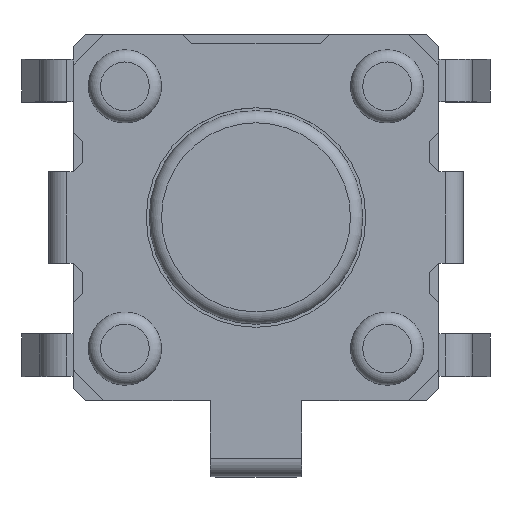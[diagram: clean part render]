
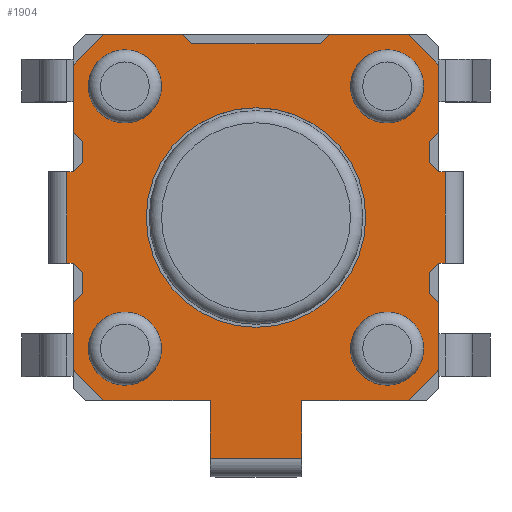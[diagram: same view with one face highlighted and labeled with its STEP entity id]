
A CAD part, top view. The second image highlights one B-rep face of the part: STEP entity #1904.
In plain terms, the highlighted planar face has unit normal (0, 0, 1).
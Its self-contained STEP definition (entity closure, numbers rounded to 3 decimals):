
#13=DIRECTION('',(0.,0.,1.));
#14=DIRECTION('',(1.,0.,-0.));
#27=VECTOR('',#28,1.);
#28=DIRECTION('',(0.,1.,0.));
#34=VECTOR('',#35,1.);
#35=DIRECTION('',(1.,0.,0.));
#42=VECTOR('',#43,1.);
#43=DIRECTION('',(0.,-1.,0.));
#71=VECTOR('',#72,1.);
#72=DIRECTION('',(-1.,0.,0.));
#536=VECTOR('',#537,1.);
#537=DIRECTION('',(0.707,0.707,0.));
#557=DIRECTION('',(-0.707,0.707,0.));
#565=VECTOR('',#557,1.);
#579=VERTEX_POINT('',#580);
#580=CARTESIAN_POINT('',(5.75,0.75,3.4));
#582=ORIENTED_EDGE('',*,*,#583,.T.);
#583=EDGE_CURVE('',#579,#584,#586,.T.);
#584=VERTEX_POINT('',#585);
#585=CARTESIAN_POINT('',(4.45,0.75,3.4));
#586=LINE('',#587,#71);
#587=CARTESIAN_POINT('',(6.25,0.75,3.4));
#601=VECTOR('',#602,1.);
#602=DIRECTION('',(0.707,-0.707,0.));
#608=VECTOR('',#609,1.);
#609=DIRECTION('',(1.,0.,0.));
#619=VERTEX_POINT('',#620);
#620=CARTESIAN_POINT('',(2.05,0.75,3.4));
#622=ORIENTED_EDGE('',*,*,#623,.T.);
#623=EDGE_CURVE('',#619,#624,#586,.T.);
#624=VERTEX_POINT('',#625);
#625=CARTESIAN_POINT('',(0.75,0.75,3.4));
#750=VECTOR('',#751,1.);
#751=DIRECTION('',(-0.707,-0.707,0.));
#799=VERTEX_POINT('',#800);
#800=CARTESIAN_POINT('',(6.25,-4.75,3.4));
#802=ORIENTED_EDGE('',*,*,#803,.T.);
#803=EDGE_CURVE('',#799,#804,#806,.T.);
#804=VERTEX_POINT('',#805);
#805=CARTESIAN_POINT('',(6.25,-3.65,3.4));
#806=LINE('',#807,#27);
#807=CARTESIAN_POINT('',(6.25,-5.25,3.4));
#871=VERTEX_POINT('',#872);
#872=CARTESIAN_POINT('',(6.25,-0.85,3.4));
#874=ORIENTED_EDGE('',*,*,#875,.T.);
#875=EDGE_CURVE('',#871,#876,#806,.T.);
#876=VERTEX_POINT('',#877);
#877=CARTESIAN_POINT('',(6.25,0.25,3.4));
#1307=VERTEX_POINT('',#1308);
#1308=CARTESIAN_POINT('',(0.25,0.25,3.4));
#1310=ORIENTED_EDGE('',*,*,#1311,.T.);
#1311=EDGE_CURVE('',#1307,#1312,#1314,.T.);
#1312=VERTEX_POINT('',#1313);
#1313=CARTESIAN_POINT('',(0.25,-0.85,3.4));
#1314=LINE('',#1315,#42);
#1315=CARTESIAN_POINT('',(0.25,0.75,3.4));
#1352=VECTOR('',#1353,1.);
#1353=DIRECTION('',(-0.,-1.,-0.));
#1392=VECTOR('',#1393,1.);
#1393=DIRECTION('',(0.,-1.,0.));
#1427=VECTOR('',#1428,1.);
#1428=DIRECTION('',(-0.707,-0.707,-0.));
#1449=VERTEX_POINT('',#1450);
#1450=CARTESIAN_POINT('',(0.25,-3.65,3.4));
#1452=ORIENTED_EDGE('',*,*,#1453,.T.);
#1453=EDGE_CURVE('',#1449,#1454,#1314,.T.);
#1454=VERTEX_POINT('',#1455);
#1455=CARTESIAN_POINT('',(0.25,-4.75,3.4));
#1467=VECTOR('',#1468,1.);
#1468=DIRECTION('',(-1.,0.,0.));
#1883=ORIENTED_EDGE('',*,*,#1884,.T.);
#1884=EDGE_CURVE('',#876,#579,#1885,.T.);
#1885=LINE('',#1886,#565);
#1886=CARTESIAN_POINT('',(6.,0.5,3.4));
#1895=VERTEX_POINT('',#1896);
#1896=CARTESIAN_POINT('',(4.3,0.6,3.4));
#1899=EDGE_CURVE('',#1895,#584,#1900,.T.);
#1900=LINE('',#1896,#536);
#1904=ADVANCED_FACE('',(#1905,#2043,#2052,#2061,#2070,#2079),#2088,.T.);
#1905=FACE_BOUND('',#1906,.T.);
#1906=EDGE_LOOP('',(#1907,#1310,#1911,#1916,#1921,#1926,#1931,#1936,#1941,#1946,#1950,#1452,#1953,#1959,#1965,#1972,#1979,#1984,#1988,#802,#1992,#1997,#2003,#2008,#2013,#2018,#2023,#2028,#2031,#874,#1883,#582,#2034,#2035,#2040,#622));
#1907=ORIENTED_EDGE('',*,*,#1908,.F.);
#1908=EDGE_CURVE('',#1307,#624,#1909,.T.);
#1909=LINE('',#1910,#536);
#1910=CARTESIAN_POINT('',(0.5,0.5,3.4));
#1911=ORIENTED_EDGE('',*,*,#1912,.T.);
#1912=EDGE_CURVE('',#1312,#1913,#1915,.T.);
#1913=VERTEX_POINT('',#1914);
#1914=CARTESIAN_POINT('',(0.4,-1.,3.4));
#1915=LINE('',#1313,#601);
#1916=ORIENTED_EDGE('',*,*,#1917,.T.);
#1917=EDGE_CURVE('',#1913,#1918,#1920,.T.);
#1918=VERTEX_POINT('',#1919);
#1919=CARTESIAN_POINT('',(0.4,-1.35,3.4));
#1920=LINE('',#1914,#1352);
#1921=ORIENTED_EDGE('',*,*,#1922,.F.);
#1922=EDGE_CURVE('',#1923,#1918,#1925,.T.);
#1923=VERTEX_POINT('',#1924);
#1924=CARTESIAN_POINT('',(0.25,-1.5,3.4));
#1925=LINE('',#1924,#536);
#1926=ORIENTED_EDGE('',*,*,#1927,.T.);
#1927=EDGE_CURVE('',#1923,#1928,#1930,.T.);
#1928=VERTEX_POINT('',#1929);
#1929=CARTESIAN_POINT('',(0.15,-1.5,3.4));
#1930=LINE('',#1924,#1467);
#1931=ORIENTED_EDGE('',*,*,#1932,.T.);
#1932=EDGE_CURVE('',#1928,#1933,#1935,.T.);
#1933=VERTEX_POINT('',#1934);
#1934=CARTESIAN_POINT('',(0.15,-3.,3.4));
#1935=LINE('',#1929,#1392);
#1936=ORIENTED_EDGE('',*,*,#1937,.F.);
#1937=EDGE_CURVE('',#1938,#1933,#1940,.T.);
#1938=VERTEX_POINT('',#1939);
#1939=CARTESIAN_POINT('',(0.25,-3.,3.4));
#1940=LINE('',#1939,#1467);
#1941=ORIENTED_EDGE('',*,*,#1942,.F.);
#1942=EDGE_CURVE('',#1943,#1938,#1945,.T.);
#1943=VERTEX_POINT('',#1944);
#1944=CARTESIAN_POINT('',(0.4,-3.15,3.4));
#1945=LINE('',#1944,#565);
#1946=ORIENTED_EDGE('',*,*,#1947,.T.);
#1947=EDGE_CURVE('',#1943,#1948,#1920,.T.);
#1948=VERTEX_POINT('',#1949);
#1949=CARTESIAN_POINT('',(0.4,-3.5,3.4));
#1950=ORIENTED_EDGE('',*,*,#1951,.T.);
#1951=EDGE_CURVE('',#1948,#1449,#1952,.T.);
#1952=LINE('',#1949,#1427);
#1953=ORIENTED_EDGE('',*,*,#1954,.F.);
#1954=EDGE_CURVE('',#1955,#1454,#1957,.T.);
#1955=VERTEX_POINT('',#1956);
#1956=CARTESIAN_POINT('',(0.75,-5.25,3.4));
#1957=LINE('',#1958,#565);
#1958=CARTESIAN_POINT('',(0.5,-5.,3.4));
#1959=ORIENTED_EDGE('',*,*,#1960,.T.);
#1960=EDGE_CURVE('',#1955,#1961,#1963,.T.);
#1961=VERTEX_POINT('',#1962);
#1962=CARTESIAN_POINT('',(2.5,-5.25,3.4));
#1963=LINE('',#1964,#34);
#1964=CARTESIAN_POINT('',(0.25,-5.25,3.4));
#1965=ORIENTED_EDGE('',*,*,#1966,.T.);
#1966=EDGE_CURVE('',#1961,#1967,#1969,.T.);
#1967=VERTEX_POINT('',#1968);
#1968=CARTESIAN_POINT('',(2.5,-6.2,3.4));
#1969=LINE('',#1962,#1970);
#1970=VECTOR('',#1971,1.);
#1971=DIRECTION('',(0.,-1.,0.));
#1972=ORIENTED_EDGE('',*,*,#1973,.T.);
#1973=EDGE_CURVE('',#1967,#1974,#1976,.T.);
#1974=VERTEX_POINT('',#1975);
#1975=CARTESIAN_POINT('',(4.,-6.2,3.4));
#1976=LINE('',#1968,#1977);
#1977=VECTOR('',#1978,1.);
#1978=DIRECTION('',(1.,0.,0.));
#1979=ORIENTED_EDGE('',*,*,#1980,.F.);
#1980=EDGE_CURVE('',#1981,#1974,#1983,.T.);
#1981=VERTEX_POINT('',#1982);
#1982=CARTESIAN_POINT('',(4.,-5.25,3.4));
#1983=LINE('',#1982,#1970);
#1984=ORIENTED_EDGE('',*,*,#1985,.T.);
#1985=EDGE_CURVE('',#1981,#1986,#1963,.T.);
#1986=VERTEX_POINT('',#1987);
#1987=CARTESIAN_POINT('',(5.75,-5.25,3.4));
#1988=ORIENTED_EDGE('',*,*,#1989,.F.);
#1989=EDGE_CURVE('',#799,#1986,#1990,.T.);
#1990=LINE('',#1991,#750);
#1991=CARTESIAN_POINT('',(6.,-5.,3.4));
#1992=ORIENTED_EDGE('',*,*,#1993,.F.);
#1993=EDGE_CURVE('',#1994,#804,#1996,.T.);
#1994=VERTEX_POINT('',#1995);
#1995=CARTESIAN_POINT('',(6.1,-3.5,3.4));
#1996=LINE('',#1995,#601);
#1997=ORIENTED_EDGE('',*,*,#1998,.F.);
#1998=EDGE_CURVE('',#1999,#1994,#2001,.T.);
#1999=VERTEX_POINT('',#2000);
#2000=CARTESIAN_POINT('',(6.1,-3.15,3.4));
#2001=LINE('',#2002,#42);
#2002=CARTESIAN_POINT('',(6.1,-1.,3.4));
#2003=ORIENTED_EDGE('',*,*,#2004,.T.);
#2004=EDGE_CURVE('',#1999,#2005,#2007,.T.);
#2005=VERTEX_POINT('',#2006);
#2006=CARTESIAN_POINT('',(6.25,-3.,3.4));
#2007=LINE('',#2000,#536);
#2008=ORIENTED_EDGE('',*,*,#2009,.T.);
#2009=EDGE_CURVE('',#2005,#2010,#2012,.T.);
#2010=VERTEX_POINT('',#2011);
#2011=CARTESIAN_POINT('',(6.35,-3.,3.4));
#2012=LINE('',#2006,#34);
#2013=ORIENTED_EDGE('',*,*,#2014,.T.);
#2014=EDGE_CURVE('',#2010,#2015,#2017,.T.);
#2015=VERTEX_POINT('',#2016);
#2016=CARTESIAN_POINT('',(6.35,-1.5,3.4));
#2017=LINE('',#2011,#27);
#2018=ORIENTED_EDGE('',*,*,#2019,.F.);
#2019=EDGE_CURVE('',#2020,#2015,#2022,.T.);
#2020=VERTEX_POINT('',#2021);
#2021=CARTESIAN_POINT('',(6.25,-1.5,3.4));
#2022=LINE('',#2021,#34);
#2023=ORIENTED_EDGE('',*,*,#2024,.T.);
#2024=EDGE_CURVE('',#2020,#2025,#2027,.T.);
#2025=VERTEX_POINT('',#2026);
#2026=CARTESIAN_POINT('',(6.1,-1.35,3.4));
#2027=LINE('',#2021,#565);
#2028=ORIENTED_EDGE('',*,*,#2029,.F.);
#2029=EDGE_CURVE('',#2030,#2025,#2001,.T.);
#2030=VERTEX_POINT('',#2002);
#2031=ORIENTED_EDGE('',*,*,#2032,.F.);
#2032=EDGE_CURVE('',#871,#2030,#2033,.T.);
#2033=LINE('',#872,#750);
#2034=ORIENTED_EDGE('',*,*,#1899,.F.);
#2035=ORIENTED_EDGE('',*,*,#2036,.F.);
#2036=EDGE_CURVE('',#2037,#1895,#2039,.T.);
#2037=VERTEX_POINT('',#2038);
#2038=CARTESIAN_POINT('',(2.2,0.6,3.4));
#2039=LINE('',#2038,#608);
#2040=ORIENTED_EDGE('',*,*,#2041,.F.);
#2041=EDGE_CURVE('',#619,#2037,#2042,.T.);
#2042=LINE('',#620,#601);
#2043=FACE_BOUND('',#2044,.T.);
#2044=EDGE_LOOP('',(#2045));
#2045=ORIENTED_EDGE('',*,*,#2046,.F.);
#2046=EDGE_CURVE('',#2047,#2047,#2049,.T.);
#2047=VERTEX_POINT('',#2048);
#2048=CARTESIAN_POINT('',(1.7,-4.4,3.4));
#2049=CIRCLE('',#2050,0.6);
#2050=AXIS2_PLACEMENT_3D('',#2051,#13,#14);
#2051=CARTESIAN_POINT('',(1.1,-4.4,3.4));
#2052=FACE_BOUND('',#2053,.T.);
#2053=EDGE_LOOP('',(#2054));
#2054=ORIENTED_EDGE('',*,*,#2055,.F.);
#2055=EDGE_CURVE('',#2056,#2056,#2058,.T.);
#2056=VERTEX_POINT('',#2057);
#2057=CARTESIAN_POINT('',(6.,-4.4,3.4));
#2058=CIRCLE('',#2059,0.6);
#2059=AXIS2_PLACEMENT_3D('',#2060,#13,#14);
#2060=CARTESIAN_POINT('',(5.4,-4.4,3.4));
#2061=FACE_BOUND('',#2062,.T.);
#2062=EDGE_LOOP('',(#2063));
#2063=ORIENTED_EDGE('',*,*,#2064,.F.);
#2064=EDGE_CURVE('',#2065,#2065,#2067,.T.);
#2065=VERTEX_POINT('',#2066);
#2066=CARTESIAN_POINT('',(5.05,-2.25,3.4));
#2067=CIRCLE('',#2068,1.8);
#2068=AXIS2_PLACEMENT_3D('',#2069,#13,#35);
#2069=CARTESIAN_POINT('',(3.25,-2.25,3.4));
#2070=FACE_BOUND('',#2071,.T.);
#2071=EDGE_LOOP('',(#2072));
#2072=ORIENTED_EDGE('',*,*,#2073,.F.);
#2073=EDGE_CURVE('',#2074,#2074,#2076,.T.);
#2074=VERTEX_POINT('',#2075);
#2075=CARTESIAN_POINT('',(1.7,-0.1,3.4));
#2076=CIRCLE('',#2077,0.6);
#2077=AXIS2_PLACEMENT_3D('',#2078,#13,#14);
#2078=CARTESIAN_POINT('',(1.1,-0.1,3.4));
#2079=FACE_BOUND('',#2080,.T.);
#2080=EDGE_LOOP('',(#2081));
#2081=ORIENTED_EDGE('',*,*,#2082,.F.);
#2082=EDGE_CURVE('',#2083,#2083,#2085,.T.);
#2083=VERTEX_POINT('',#2084);
#2084=CARTESIAN_POINT('',(6.,-0.1,3.4));
#2085=CIRCLE('',#2086,0.6);
#2086=AXIS2_PLACEMENT_3D('',#2087,#13,#14);
#2087=CARTESIAN_POINT('',(5.4,-0.1,3.4));
#2088=PLANE('',#2068);
